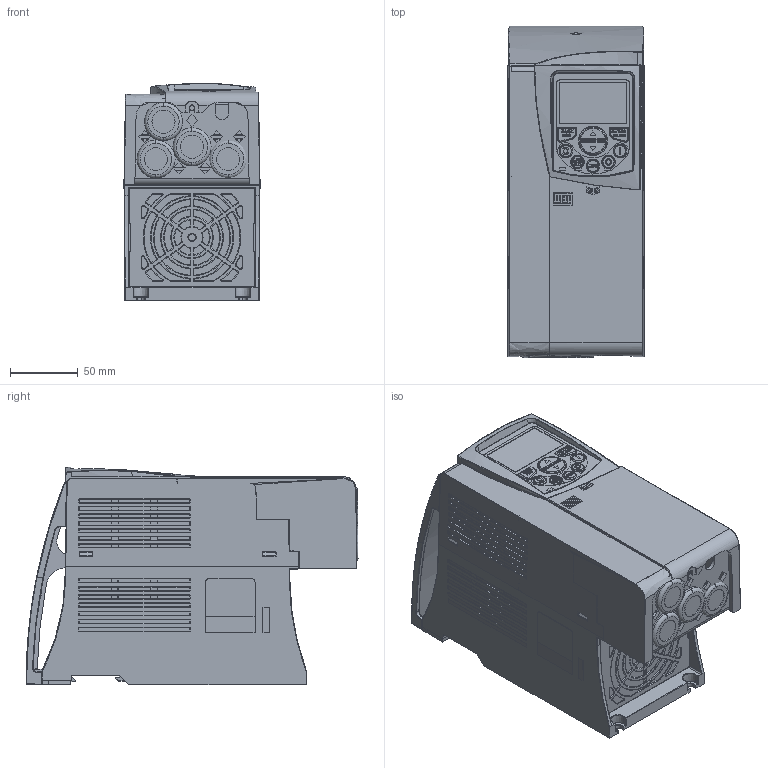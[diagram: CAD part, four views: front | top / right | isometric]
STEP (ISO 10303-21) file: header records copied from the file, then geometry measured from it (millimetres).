
FILE_DESCRIPTION (( 'STEP AP214' ), '1' );
FILE_NAME ('CFW50X_FRAME_B_NEMA1_PAR fStep r2b red1b ext3C b3 NC minor redonly 2 r1b covr.STEP', '2021-07-07T18:02:57', ( '' ), ( '' ), 'SwSTEP 2.0', 'SolidWorks 2017', '' );
FILE_SCHEMA (( 'AUTOMOTIVE_DESIGN' ));
Length unit declared in the file: inch
Products named in the file (1): CFW50X_FRAME_B_NEMA1_PAR fStep r2b red1b ext3C b3 NC minor redonly 2 r1b covr
Bounding box: 100.22 x 244.35 x 160.11 mm (x, y, z)
Volume: 2466588.1 mm3; surface area: 250825.9 mm2
Topology: 25 solids, 25 shells, 4644 faces, 12080 edges, 7643 vertices
Faces by surface type: plane 2001, bspline 1292, cylinder 989, cone 362
Entity records: 190172 total; most frequent: CARTESIAN_POINT 87497, ORIENTED_EDGE 24106, DIRECTION 16783, EDGE_CURVE 12053, VERTEX_POINT 7643, VECTOR 6163, LINE 6163, AXIS2_PLACEMENT_3D 5310
